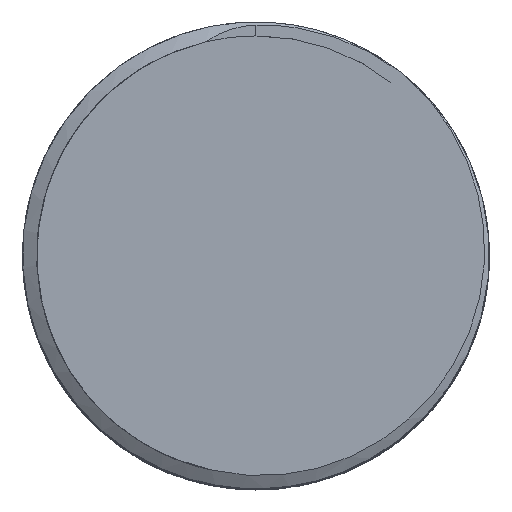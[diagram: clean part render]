
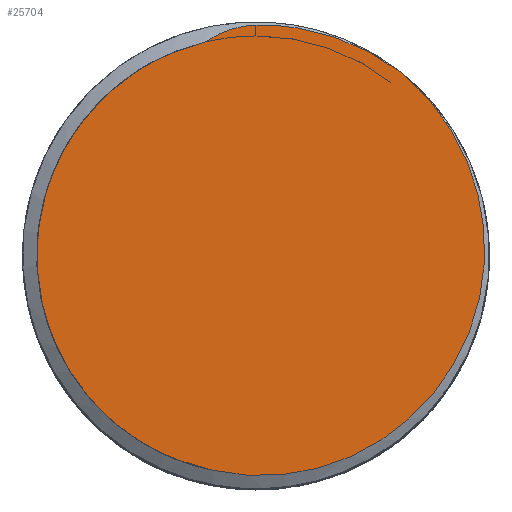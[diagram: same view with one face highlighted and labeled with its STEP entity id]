
A CAD part, top view. The second image highlights one B-rep face of the part: STEP entity #25704.
In plain terms, the highlighted free-form (B-spline) face has degree [1, 1] with [2, 2] control points.
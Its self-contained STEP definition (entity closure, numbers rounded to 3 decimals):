
#2544=CARTESIAN_POINT('',(-2.845,-13.708,64.));
#2545=VERTEX_POINT('',#2544);
#2559=CARTESIAN_POINT('',(-3.165,13.638,64.));
#2560=VERTEX_POINT('',#2559);
#2561=CARTESIAN_POINT('',(-2.845,-13.708,64.));
#2562=CARTESIAN_POINT('',(-5.05,-13.25,64.));
#2563=CARTESIAN_POINT('',(-7.,-12.124,64.));
#2564=CARTESIAN_POINT('',(-28.,0.,64.));
#2565=CARTESIAN_POINT('',(-7.,12.124,64.));
#2566=CARTESIAN_POINT('',(-5.195,13.166,64.));
#2567=CARTESIAN_POINT('',(-3.165,13.638,64.));
#2568=(BOUNDED_CURVE()B_SPLINE_CURVE(2,(#2561,#2562,#2563,#2564,#2565,#2566,#2567),.CIRCULAR_ARC.,.F.,.U.)B_SPLINE_CURVE_WITH_KNOTS((3,2,2,3),(0.281,0.337,0.671,0.723),.UNSPECIFIED.)CURVE()GEOMETRIC_REPRESENTATION_ITEM()RATIONAL_B_SPLINE_CURVE((0.859,0.915,1.,0.5,1.,0.921,0.867))REPRESENTATION_ITEM(''));
#2569=EDGE_CURVE('',#2545,#2560,#2568,.T.);
#2668=CARTESIAN_POINT('',(0.,14.693,64.));
#2669=VERTEX_POINT('',#2668);
#2670=CARTESIAN_POINT('',(-3.166,13.639,64.));
#2671=CARTESIAN_POINT('',(-2.271,14.28,64.));
#2672=CARTESIAN_POINT('',(-1.179,14.666,64.));
#2673=CARTESIAN_POINT('',(0.,14.693,64.));
#2674=B_SPLINE_CURVE_WITH_KNOTS('',3,(#2670,#2671,#2672,#2673),.UNSPECIFIED.,.F.,.U.,(4,4),(0.663,1.055),.UNSPECIFIED.);
#2675=EDGE_CURVE('',#2560,#2669,#2674,.T.);
#4517=CARTESIAN_POINT('',(9.275,11.661,64.));
#4518=VERTEX_POINT('',#4517);
#4519=CARTESIAN_POINT('',(9.275,11.661,64.));
#4520=CARTESIAN_POINT('',(6.616,13.687,64.));
#4521=CARTESIAN_POINT('',(3.344,14.768,64.));
#4522=CARTESIAN_POINT('',(0.,14.693,64.));
#4523=B_SPLINE_CURVE_WITH_KNOTS('',3,(#4519,#4520,#4521,#4522),.UNSPECIFIED.,.F.,.U.,(4,4),(0.,1.),.UNSPECIFIED.);
#4524=EDGE_CURVE('',#4518,#2669,#4523,.T.);
#14649=CARTESIAN_POINT('',(-2.845,-13.708,64.));
#14650=CARTESIAN_POINT('',(3.257,-15.121,64.));
#14651=CARTESIAN_POINT('',(9.529,-12.301,64.));
#14652=CARTESIAN_POINT('',(16.031,-1.055,64.));
#14653=CARTESIAN_POINT('',(14.922,6.306,64.));
#14654=CARTESIAN_POINT('',(9.868,11.145,64.));
#14655=CARTESIAN_POINT('',(9.477,11.494,64.));
#14656=CARTESIAN_POINT('',(9.275,11.661,64.));
#14657=B_SPLINE_CURVE_WITH_KNOTS('',3,(#14649,#14650,#14651,#14652,#14653,#14654,#14655,#14656),.UNSPECIFIED.,.F.,.U.,(4,2,2,4),(0.,1.,2.083,2.125),.UNSPECIFIED.);
#14658=EDGE_CURVE('',#2545,#4518,#14657,.T.);
#25693=CARTESIAN_POINT('',(-258.609,-254.858,64.));
#25694=CARTESIAN_POINT('',(-258.609,254.858,64.));
#25695=CARTESIAN_POINT('',(251.106,-254.858,64.));
#25696=CARTESIAN_POINT('',(251.106,254.858,64.));
#25697=B_SPLINE_SURFACE_WITH_KNOTS('',1,1,((#25693,#25694),(#25695,#25696)),.PLANE_SURF.,.F.,.F.,.U.,(2,2),(2,2),(-0.761,1.761),(-0.761,1.761),.UNSPECIFIED.);
#25698=ORIENTED_EDGE('',*,*,#2569,.F.);
#25699=ORIENTED_EDGE('',*,*,#14658,.T.);
#25700=ORIENTED_EDGE('',*,*,#4524,.T.);
#25701=ORIENTED_EDGE('',*,*,#2675,.F.);
#25702=EDGE_LOOP('',(#25698,#25699,#25700,#25701));
#25703=FACE_OUTER_BOUND('',#25702,.T.);
#25704=ADVANCED_FACE('',(#25703),#25697,.T.);
